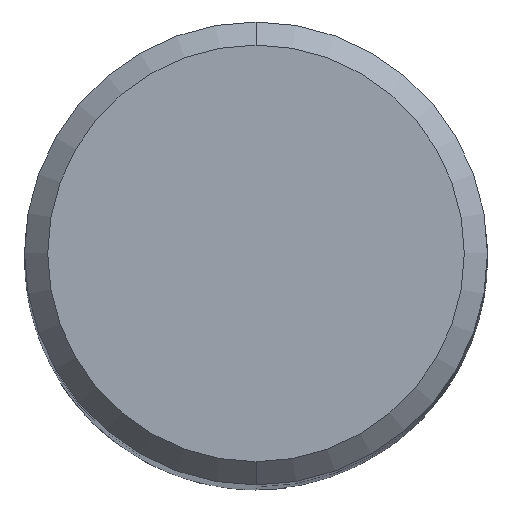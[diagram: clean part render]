
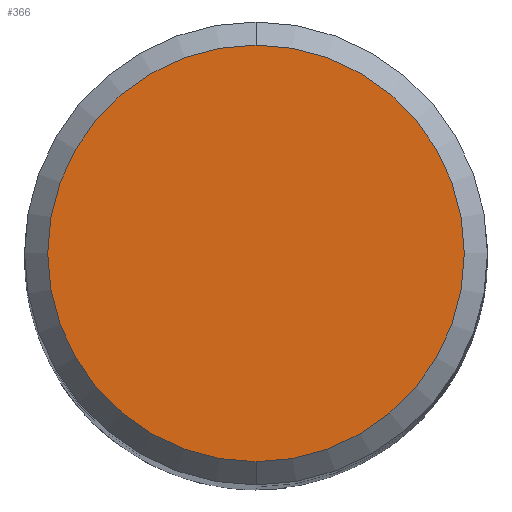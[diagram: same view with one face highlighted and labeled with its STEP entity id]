
A CAD part, top view. The second image highlights one B-rep face of the part: STEP entity #366.
In plain terms, the highlighted planar face has unit normal (0, 0, 1).
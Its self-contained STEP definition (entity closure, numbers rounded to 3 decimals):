
#304=EDGE_CURVE('',#640,#550,#825,.T.);
#366=ADVANCED_FACE('',(#893),#894,.T.);
#384=EDGE_CURVE('',#550,#640,#914,.T.);
#550=VERTEX_POINT('',#1102);
#640=VERTEX_POINT('',#1197);
#825=CIRCLE('',#1407,9.0);
#893=FACE_OUTER_BOUND('',#1939,.T.);
#894=PLANE('',#1940);
#914=CIRCLE('',#2033,9.0);
#1102=CARTESIAN_POINT('',(0.0,9.0,0.0));
#1197=CARTESIAN_POINT('',(0.,-9.0,0.0));
#1407=AXIS2_PLACEMENT_3D('',#4398,#4399,#4400);
#1939=EDGE_LOOP('',(#4504,#4505));
#1940=AXIS2_PLACEMENT_3D('',#4506,#4507,#4508);
#2033=AXIS2_PLACEMENT_3D('',#4536,#4537,#4538);
#4398=CARTESIAN_POINT('',(0.0,0.0,0.0));
#4399=DIRECTION('',(0.0,0.0,-1.0));
#4400=DIRECTION('',(0.0,1.0,0.0));
#4504=ORIENTED_EDGE('',*,*,#384,.F.);
#4505=ORIENTED_EDGE('',*,*,#304,.F.);
#4506=CARTESIAN_POINT('',(0.0,4.5,0.0));
#4507=DIRECTION('',(-0.0,0.0,1.0));
#4508=DIRECTION('',(0.0,-1.0,0.0));
#4536=CARTESIAN_POINT('',(0.0,0.0,0.0));
#4537=DIRECTION('',(0.0,0.0,-1.0));
#4538=DIRECTION('',(0.0,1.0,0.0));
